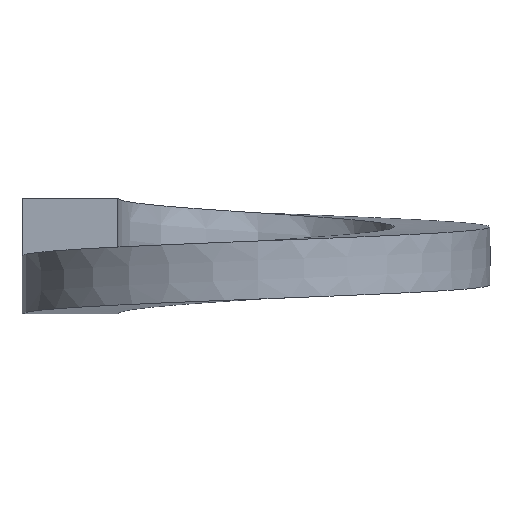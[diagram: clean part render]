
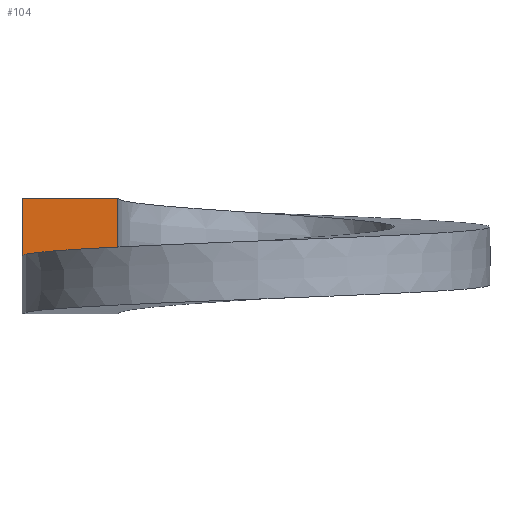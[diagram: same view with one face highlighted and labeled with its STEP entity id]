
A CAD part, top view. The second image highlights one B-rep face of the part: STEP entity #104.
In plain terms, the highlighted planar face has unit normal (0, 0, 1).
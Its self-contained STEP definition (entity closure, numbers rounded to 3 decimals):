
#15=PLANE('',#108);
#17=LINE('',#714,#21);
#19=LINE('',#1123,#23);
#21=VECTOR('',#112,0.787);
#23=VECTOR('',#114,0.787);
#29=FACE_OUTER_BOUND('',#35,.T.);
#35=EDGE_LOOP('',(#84,#85,#86,#87));
#38=B_SPLINE_CURVE_WITH_KNOTS('',3,(#297,#298,#299,#300,#301,#302),
 .UNSPECIFIED.,.F.,.F.,(4,1,1,4),(0.,0.333,0.667,
1.),.UNSPECIFIED.);
#43=B_SPLINE_CURVE_WITH_KNOTS('',3,(#1040,#1041,#1042,#1043,#1044,#1045),
 .UNSPECIFIED.,.F.,.F.,(4,1,1,4),(0.,0.333,0.667,
1.),.UNSPECIFIED.);
#46=VERTEX_POINT('',#204);
#47=VERTEX_POINT('',#296);
#49=VERTEX_POINT('',#622);
#51=VERTEX_POINT('',#798);
#54=EDGE_CURVE('',#46,#47,#38,.T.);
#58=EDGE_CURVE('',#49,#46,#17,.T.);
#61=EDGE_CURVE('',#51,#49,#43,.T.);
#63=EDGE_CURVE('',#47,#51,#19,.T.);
#84=ORIENTED_EDGE('',*,*,#54,.F.);
#85=ORIENTED_EDGE('',*,*,#58,.F.);
#86=ORIENTED_EDGE('',*,*,#61,.F.);
#87=ORIENTED_EDGE('',*,*,#63,.F.);
#104=ADVANCED_FACE('',(#29),#15,.F.);
#108=AXIS2_PLACEMENT_3D('',#1125,#117,#118);
#112=DIRECTION('',(0.,-1.,0.));
#114=DIRECTION('',(0.,1.,0.));
#117=DIRECTION('center_axis',(0.,0.,-1.));
#118=DIRECTION('ref_axis',(-1.,0.,0.));
#204=CARTESIAN_POINT('',(-1.879,0.783,-0.064));
#296=CARTESIAN_POINT('',(-3.174,0.785,-0.064));
#297=CARTESIAN_POINT('Ctrl Pts',(-1.879,0.783,-0.064));
#298=CARTESIAN_POINT('Ctrl Pts',(-2.014,0.783,-0.064));
#299=CARTESIAN_POINT('Ctrl Pts',(-2.291,0.784,-0.064));
#300=CARTESIAN_POINT('Ctrl Pts',(-2.723,0.785,-0.064));
#301=CARTESIAN_POINT('Ctrl Pts',(-3.022,0.785,-0.064));
#302=CARTESIAN_POINT('Ctrl Pts',(-3.174,0.785,-0.064));
#622=CARTESIAN_POINT('',(-1.879,1.571,-0.064));
#714=CARTESIAN_POINT('',(-1.879,1.571,-0.064));
#798=CARTESIAN_POINT('',(-3.174,1.572,-0.063));
#1040=CARTESIAN_POINT('Ctrl Pts',(-3.174,1.572,-0.064));
#1041=CARTESIAN_POINT('Ctrl Pts',(-3.022,1.572,-0.064));
#1042=CARTESIAN_POINT('Ctrl Pts',(-2.723,1.572,-0.064));
#1043=CARTESIAN_POINT('Ctrl Pts',(-2.291,1.571,-0.064));
#1044=CARTESIAN_POINT('Ctrl Pts',(-2.014,1.571,-0.064));
#1045=CARTESIAN_POINT('Ctrl Pts',(-1.879,1.571,-0.064));
#1123=CARTESIAN_POINT('',(-3.174,0.785,-0.064));
#1125=CARTESIAN_POINT('Origin',(-1.879,0.,-0.064));
